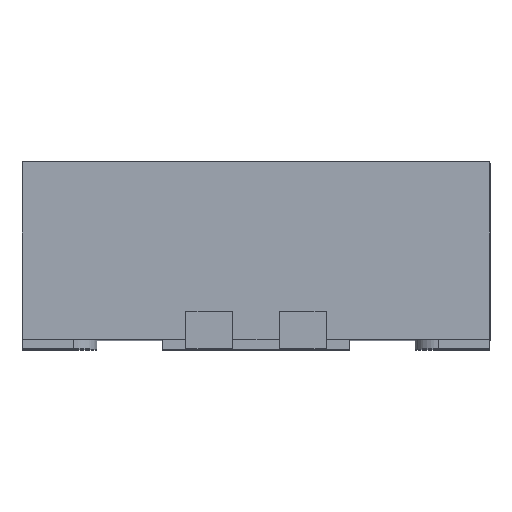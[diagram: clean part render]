
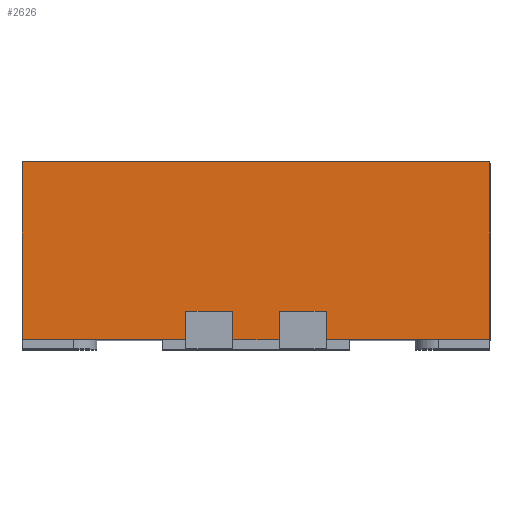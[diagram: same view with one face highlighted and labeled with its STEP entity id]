
A CAD part, top view. The second image highlights one B-rep face of the part: STEP entity #2626.
In plain terms, the highlighted planar face has unit normal (0, 0, 1).
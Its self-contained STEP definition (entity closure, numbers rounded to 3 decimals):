
#164 = DIRECTION ( 'NONE',  ( 0., -1., 0. ) ) ;
#220 = EDGE_CURVE ( 'NONE', #6649, #6538, #4483, .T. ) ;
#226 = CARTESIAN_POINT ( 'NONE',  ( 1.25, 0.05, 2.25 ) ) ;
#250 = PLANE ( 'NONE',  #5146 ) ;
#290 = VECTOR ( 'NONE', #1964, 1000. ) ;
#433 = VECTOR ( 'NONE', #1036, 1000. ) ;
#487 = VERTEX_POINT ( 'NONE', #1664 ) ;
#524 = CARTESIAN_POINT ( 'NONE',  ( 0.125, 0.2, 2.25 ) ) ;
#531 = CARTESIAN_POINT ( 'NONE',  ( -1.25, 0.05, 2.25 ) ) ;
#543 = CARTESIAN_POINT ( 'NONE',  ( -1.25, 0.05, 2.25 ) ) ;
#655 = ORIENTED_EDGE ( 'NONE', *, *, #5847, .T. ) ;
#766 = CARTESIAN_POINT ( 'NONE',  ( 0.375, 0.05, 2.25 ) ) ;
#781 = VERTEX_POINT ( 'NONE', #766 ) ;
#805 = LINE ( 'NONE', #543, #5264 ) ;
#952 = DIRECTION ( 'NONE',  ( 0., -1., 0. ) ) ;
#1036 = DIRECTION ( 'NONE',  ( 1., 0., 0. ) ) ;
#1066 = LINE ( 'NONE', #3272, #3872 ) ;
#1068 = DIRECTION ( 'NONE',  ( 1., 0., 0. ) ) ;
#1161 = CARTESIAN_POINT ( 'NONE',  ( -1.25, 7.148, 2.25 ) ) ;
#1214 = ORIENTED_EDGE ( 'NONE', *, *, #1595, .T. ) ;
#1258 = VECTOR ( 'NONE', #4196, 1000. ) ;
#1270 = EDGE_CURVE ( 'NONE', #5581, #1835, #3343, .T. ) ;
#1322 = CARTESIAN_POINT ( 'NONE',  ( -0.125, 0.05, 2.25 ) ) ;
#1373 = VERTEX_POINT ( 'NONE', #226 ) ;
#1410 = ORIENTED_EDGE ( 'NONE', *, *, #7091, .T. ) ;
#1423 = CARTESIAN_POINT ( 'NONE',  ( 0.125, 0.05, 2.25 ) ) ;
#1465 = ORIENTED_EDGE ( 'NONE', *, *, #6983, .T. ) ;
#1512 = LINE ( 'NONE', #3062, #1258 ) ;
#1521 = CARTESIAN_POINT ( 'NONE',  ( -1.25, 7.148, 2.25 ) ) ;
#1595 = EDGE_CURVE ( 'NONE', #6533, #6058, #3509, .T. ) ;
#1664 = CARTESIAN_POINT ( 'NONE',  ( 0.375, 0.2, 2.25 ) ) ;
#1671 = VERTEX_POINT ( 'NONE', #2324 ) ;
#1835 = VERTEX_POINT ( 'NONE', #4112 ) ;
#1964 = DIRECTION ( 'NONE',  ( 0., -1., 0. ) ) ;
#2011 = LINE ( 'NONE', #1161, #5242 ) ;
#2039 = LINE ( 'NONE', #4358, #3101 ) ;
#2244 = VERTEX_POINT ( 'NONE', #524 ) ;
#2304 = DIRECTION ( 'NONE',  ( 0., -1., 0. ) ) ;
#2324 = CARTESIAN_POINT ( 'NONE',  ( -1.25, 0.05, 2.25 ) ) ;
#2458 = CARTESIAN_POINT ( 'NONE',  ( -0.375, 0.672, 2.25 ) ) ;
#2608 = ORIENTED_EDGE ( 'NONE', *, *, #5619, .F. ) ;
#2626 = ADVANCED_FACE ( 'NONE', ( #6375 ), #250, .F. ) ;
#2654 = VECTOR ( 'NONE', #5139, 1000. ) ;
#2714 = DIRECTION ( 'NONE',  ( 0., -1., 0. ) ) ;
#2853 = EDGE_CURVE ( 'NONE', #1671, #6538, #5514, .T. ) ;
#2946 = CARTESIAN_POINT ( 'NONE',  ( -0.375, 0.2, 2.25 ) ) ;
#2959 = CARTESIAN_POINT ( 'NONE',  ( -1.25, 1., 2.25 ) ) ;
#3062 = CARTESIAN_POINT ( 'NONE',  ( -0.375, 0.2, 2.25 ) ) ;
#3072 = DIRECTION ( 'NONE',  ( 1., 0., 0. ) ) ;
#3101 = VECTOR ( 'NONE', #2714, 1000. ) ;
#3117 = CARTESIAN_POINT ( 'NONE',  ( -1.25, 0.05, 2.25 ) ) ;
#3226 = ORIENTED_EDGE ( 'NONE', *, *, #2853, .T. ) ;
#3272 = CARTESIAN_POINT ( 'NONE',  ( 0.125, 0.2, 2.25 ) ) ;
#3334 = EDGE_LOOP ( 'NONE', ( #1214, #655, #2608, #3543, #6788, #1465, #3784, #5062, #1410, #3226, #6929, #5404 ) ) ;
#3343 = LINE ( 'NONE', #2959, #2654 ) ;
#3398 = CARTESIAN_POINT ( 'NONE',  ( -0.375, 0.05, 2.25 ) ) ;
#3427 = VECTOR ( 'NONE', #164, 1000. ) ;
#3435 = LINE ( 'NONE', #7235, #3964 ) ;
#3509 = LINE ( 'NONE', #5194, #3427 ) ;
#3521 = LINE ( 'NONE', #5389, #4993 ) ;
#3543 = ORIENTED_EDGE ( 'NONE', *, *, #5132, .T. ) ;
#3682 = VECTOR ( 'NONE', #3072, 1000. ) ;
#3784 = ORIENTED_EDGE ( 'NONE', *, *, #5609, .F. ) ;
#3872 = VECTOR ( 'NONE', #4364, 1000. ) ;
#3964 = VECTOR ( 'NONE', #6677, 1000. ) ;
#3990 = DIRECTION ( 'NONE',  ( -1., 0., 0. ) ) ;
#4112 = CARTESIAN_POINT ( 'NONE',  ( 1.25, 1., 2.25 ) ) ;
#4196 = DIRECTION ( 'NONE',  ( 1., 0., 0. ) ) ;
#4358 = CARTESIAN_POINT ( 'NONE',  ( 1.25, 7.148, 2.25 ) ) ;
#4364 = DIRECTION ( 'NONE',  ( 1., 0., 0. ) ) ;
#4483 = LINE ( 'NONE', #2458, #290 ) ;
#4605 = EDGE_CURVE ( 'NONE', #487, #781, #3435, .T. ) ;
#4993 = VECTOR ( 'NONE', #952, 1000. ) ;
#5062 = ORIENTED_EDGE ( 'NONE', *, *, #1270, .F. ) ;
#5132 = EDGE_CURVE ( 'NONE', #2244, #487, #1066, .T. ) ;
#5139 = DIRECTION ( 'NONE',  ( 1., 0., 0. ) ) ;
#5146 = AXIS2_PLACEMENT_3D ( 'NONE', #1521, #6800, #3990 ) ;
#5194 = CARTESIAN_POINT ( 'NONE',  ( -0.125, 0.672, 2.25 ) ) ;
#5242 = VECTOR ( 'NONE', #2304, 1000. ) ;
#5264 = VECTOR ( 'NONE', #1068, 1000. ) ;
#5389 = CARTESIAN_POINT ( 'NONE',  ( 0.125, 0.672, 2.25 ) ) ;
#5404 = ORIENTED_EDGE ( 'NONE', *, *, #5571, .T. ) ;
#5504 = LINE ( 'NONE', #531, #433 ) ;
#5514 = LINE ( 'NONE', #3117, #3682 ) ;
#5571 = EDGE_CURVE ( 'NONE', #6649, #6533, #1512, .T. ) ;
#5581 = VERTEX_POINT ( 'NONE', #6464 ) ;
#5609 = EDGE_CURVE ( 'NONE', #1835, #1373, #2039, .T. ) ;
#5619 = EDGE_CURVE ( 'NONE', #2244, #6773, #3521, .T. ) ;
#5847 = EDGE_CURVE ( 'NONE', #6058, #6773, #805, .T. ) ;
#6058 = VERTEX_POINT ( 'NONE', #1322 ) ;
#6375 = FACE_OUTER_BOUND ( 'NONE', #3334, .T. ) ;
#6464 = CARTESIAN_POINT ( 'NONE',  ( -1.25, 1., 2.25 ) ) ;
#6533 = VERTEX_POINT ( 'NONE', #6574 ) ;
#6538 = VERTEX_POINT ( 'NONE', #3398 ) ;
#6574 = CARTESIAN_POINT ( 'NONE',  ( -0.125, 0.2, 2.25 ) ) ;
#6649 = VERTEX_POINT ( 'NONE', #2946 ) ;
#6677 = DIRECTION ( 'NONE',  ( 0., -1., 0. ) ) ;
#6773 = VERTEX_POINT ( 'NONE', #1423 ) ;
#6788 = ORIENTED_EDGE ( 'NONE', *, *, #4605, .T. ) ;
#6800 = DIRECTION ( 'NONE',  ( 0., 0., -1. ) ) ;
#6929 = ORIENTED_EDGE ( 'NONE', *, *, #220, .F. ) ;
#6983 = EDGE_CURVE ( 'NONE', #781, #1373, #5504, .T. ) ;
#7091 = EDGE_CURVE ( 'NONE', #5581, #1671, #2011, .T. ) ;
#7235 = CARTESIAN_POINT ( 'NONE',  ( 0.375, 0.672, 2.25 ) ) ;
